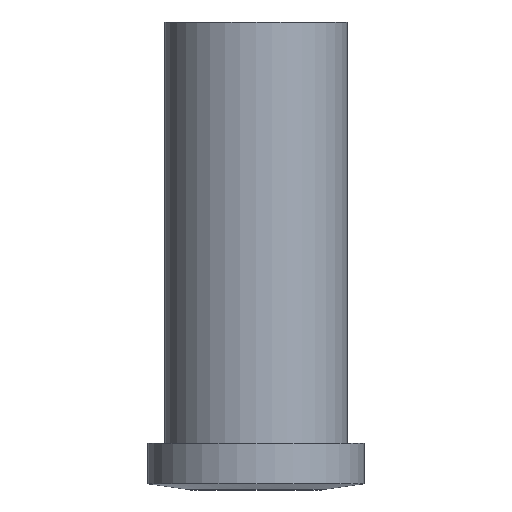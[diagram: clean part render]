
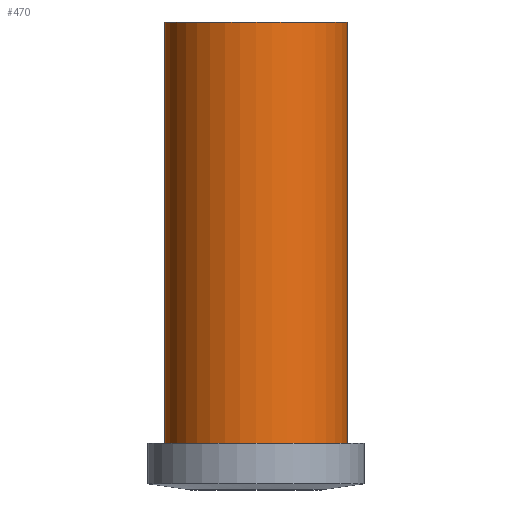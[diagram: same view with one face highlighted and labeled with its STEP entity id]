
A CAD part, left-side view. The second image highlights one B-rep face of the part: STEP entity #470.
In plain terms, the highlighted cylindrical face has radius 16 mm (diameter 32 mm), a partial arc.
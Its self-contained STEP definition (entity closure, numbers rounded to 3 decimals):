
#17=CARTESIAN_POINT('',(0.,0.,0.));
#18=DIRECTION('',(0.,0.,-1.));
#19=DIRECTION('',(0.,-1.,0.));
#20=AXIS2_PLACEMENT_3D('',#17,#18,#19);
#50=DIRECTION('',(0.,0.,-1.));
#51=VECTOR('',#50,74.);
#52=CARTESIAN_POINT('',(0.,-16.,0.));
#53=LINE('',#52,#51);
#57=DIRECTION('',(0.,0.,-1.));
#58=VECTOR('',#57,74.);
#59=CARTESIAN_POINT('',(0.,16.,0.));
#60=LINE('',#59,#58);
#88=CARTESIAN_POINT('',(0.,0.,-74.));
#89=DIRECTION('',(0.,0.,1.));
#90=DIRECTION('',(0.,1.,0.));
#91=AXIS2_PLACEMENT_3D('',#88,#89,#90);
#382=CARTESIAN_POINT('',(0.,-16.,0.));
#383=CARTESIAN_POINT('',(0.,16.,0.));
#384=VERTEX_POINT('',#382);
#385=VERTEX_POINT('',#383);
#434=CARTESIAN_POINT('',(0.,-16.,-74.));
#435=CARTESIAN_POINT('',(0.,16.,-74.));
#436=VERTEX_POINT('',#434);
#437=VERTEX_POINT('',#435);
#456=CARTESIAN_POINT('',(0.,0.,4.11));
#457=DIRECTION('',(0.,0.,-1.));
#458=DIRECTION('',(0.,-1.,0.));
#459=AXIS2_PLACEMENT_3D('',#456,#457,#458);
#460=CYLINDRICAL_SURFACE('',#459,16.);
#462=ORIENTED_EDGE('',*,*,#461,.F.);
#463=ORIENTED_EDGE('',*,*,#443,.F.);
#465=ORIENTED_EDGE('',*,*,#464,.T.);
#467=ORIENTED_EDGE('',*,*,#466,.F.);
#468=EDGE_LOOP('',(#462,#463,#465,#467));
#469=FACE_OUTER_BOUND('',#468,.F.);
#21=CIRCLE('',#20,16.);
#92=CIRCLE('',#91,16.);
#443=EDGE_CURVE('',#384,#385,#21,.T.);
#461=EDGE_CURVE('',#385,#437,#60,.T.);
#464=EDGE_CURVE('',#384,#436,#53,.T.);
#466=EDGE_CURVE('',#437,#436,#92,.T.);
#470=ADVANCED_FACE('',(#469),#460,.T.);
